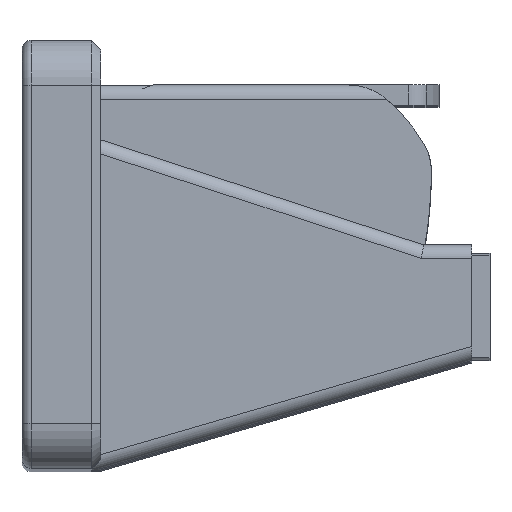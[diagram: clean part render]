
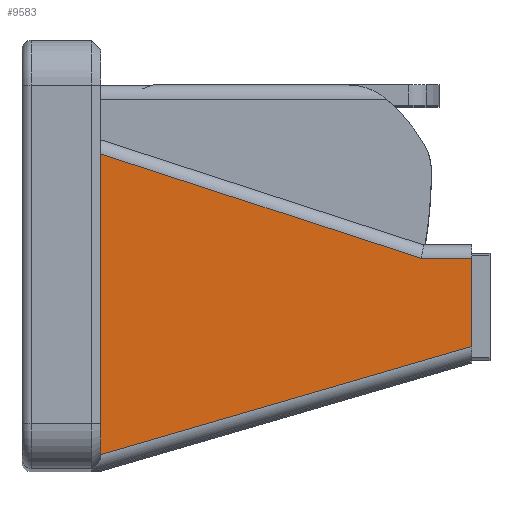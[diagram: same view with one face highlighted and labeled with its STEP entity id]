
A CAD part, top view. The second image highlights one B-rep face of the part: STEP entity #9583.
In plain terms, the highlighted planar face has unit normal (0, 0, 1).
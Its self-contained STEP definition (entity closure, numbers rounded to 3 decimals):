
#635=PLANE('',#10358);
#1072=FACE_OUTER_BOUND('',#1608,.T.);
#1608=EDGE_LOOP('',(#8468,#8469,#8470,#8471,#8472));
#2369=LINE('',#14893,#3254);
#2551=LINE('',#15906,#3436);
#2591=LINE('',#16303,#3476);
#2627=LINE('',#16473,#3512);
#2628=LINE('',#16475,#3513);
#3254=VECTOR('',#11692,10.);
#3436=VECTOR('',#12262,10.);
#3476=VECTOR('',#12320,10.);
#3512=VECTOR('',#12418,10.);
#3513=VECTOR('',#12421,10.);
#4389=VERTEX_POINT('',#14890);
#4390=VERTEX_POINT('',#14892);
#4581=VERTEX_POINT('',#15903);
#4582=VERTEX_POINT('',#15905);
#4675=VERTEX_POINT('',#16301);
#5550=EDGE_CURVE('',#4390,#4389,#2369,.T.);
#5859=EDGE_CURVE('',#4582,#4581,#2551,.T.);
#5957=EDGE_CURVE('',#4675,#4581,#2591,.T.);
#6007=EDGE_CURVE('',#4582,#4389,#2627,.T.);
#6008=EDGE_CURVE('',#4390,#4675,#2628,.T.);
#8468=ORIENTED_EDGE('',*,*,#6008,.F.);
#8469=ORIENTED_EDGE('',*,*,#5550,.T.);
#8470=ORIENTED_EDGE('',*,*,#6007,.F.);
#8471=ORIENTED_EDGE('',*,*,#5859,.T.);
#8472=ORIENTED_EDGE('',*,*,#5957,.F.);
#9583=ADVANCED_FACE('',(#1072),#635,.T.);
#10358=AXIS2_PLACEMENT_3D('',#16474,#12419,#12420);
#11692=DIRECTION('',(0.,-1.,0.));
#12262=DIRECTION('',(0.,1.,0.));
#12320=DIRECTION('',(1.,0.,0.));
#12418=DIRECTION('',(-0.96,-0.28,0.));
#12419=DIRECTION('center_axis',(0.,0.,1.));
#12420=DIRECTION('ref_axis',(0.,-1.,0.));
#12421=DIRECTION('',(0.951,-0.31,0.));
#14890=CARTESIAN_POINT('',(5.393,-6.615,36.844));
#14892=CARTESIAN_POINT('',(5.393,6.733,36.844));
#14893=CARTESIAN_POINT('',(5.393,9.26,36.844));
#15903=CARTESIAN_POINT('',(21.874,2.097,36.844));
#15905=CARTESIAN_POINT('',(21.874,-1.811,36.844));
#15906=CARTESIAN_POINT('',(21.874,7.411,36.844));
#16301=CARTESIAN_POINT('',(19.631,2.097,36.844));
#16303=CARTESIAN_POINT('',(11.891,2.097,36.844));
#16473=CARTESIAN_POINT('',(14.815,-3.869,36.844));
#16474=CARTESIAN_POINT('Origin',(1.908,14.76,36.844));
#16475=CARTESIAN_POINT('',(2.543,7.661,36.844));
